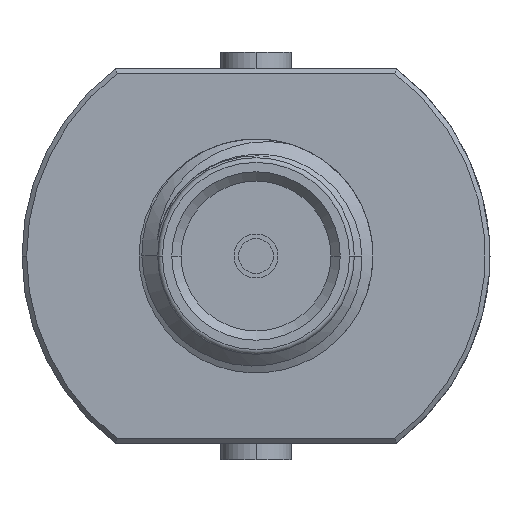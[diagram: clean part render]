
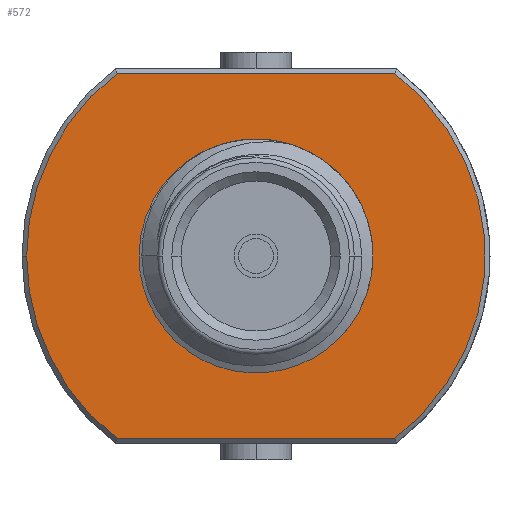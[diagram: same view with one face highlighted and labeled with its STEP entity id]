
A CAD part, left-side view. The second image highlights one B-rep face of the part: STEP entity #572.
In plain terms, the highlighted planar face has unit normal (-1, 0, 0).
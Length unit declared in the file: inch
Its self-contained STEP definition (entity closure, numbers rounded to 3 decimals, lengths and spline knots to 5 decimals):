
#9 = LINE ( 'NONE', #1957, #3078 ) ;
#68 = CARTESIAN_POINT ( 'NONE',  ( 0.25, 0.11, 0. ) ) ;
#159 = DIRECTION ( 'NONE',  ( -1., 0., 0. ) ) ;
#271 = VERTEX_POINT ( 'NONE', #4886 ) ;
#572 = ADVANCED_FACE ( 'NONE', ( #3391, #4201 ), #660, .T. ) ;
#660 = PLANE ( 'NONE',  #1661 ) ;
#669 = CARTESIAN_POINT ( 'NONE',  ( 0.25, -0.14832, -0.195 ) ) ;
#870 = VERTEX_POINT ( 'NONE', #669 ) ;
#925 = EDGE_CURVE ( 'NONE', #3743, #4711, #949, .T. ) ;
#949 = CIRCLE ( 'NONE', #5076, 0.245 ) ;
#955 = AXIS2_PLACEMENT_3D ( 'NONE', #2510, #159, #2151 ) ;
#966 = DIRECTION ( 'NONE',  ( 0., -1., 0. ) ) ;
#1029 = ORIENTED_EDGE ( 'NONE', *, *, #1241, .T. ) ;
#1092 = CARTESIAN_POINT ( 'NONE',  ( 0.25, 0.14832, 0.195 ) ) ;
#1236 = CARTESIAN_POINT ( 'NONE',  ( 0.25, 0., 0. ) ) ;
#1241 = EDGE_CURVE ( 'NONE', #3832, #4497, #9, .T. ) ;
#1471 = CARTESIAN_POINT ( 'NONE',  ( 0.25, -0.14832, 0.195 ) ) ;
#1483 = ORIENTED_EDGE ( 'NONE', *, *, #925, .T. ) ;
#1532 = EDGE_LOOP ( 'NONE', ( #3058, #1029, #3983, #1483, #1890 ) ) ;
#1661 = AXIS2_PLACEMENT_3D ( 'NONE', #3480, #2615, #3856 ) ;
#1862 = CARTESIAN_POINT ( 'NONE',  ( 0.25, 0.245, 0. ) ) ;
#1890 = ORIENTED_EDGE ( 'NONE', *, *, #4970, .T. ) ;
#1953 = DIRECTION ( 'NONE',  ( -1., 0., 0. ) ) ;
#1957 = CARTESIAN_POINT ( 'NONE',  ( 0.25, 0.105, 0.195 ) ) ;
#1974 = CARTESIAN_POINT ( 'NONE',  ( 0.25, 0.14832, -0.195 ) ) ;
#2056 = DIRECTION ( 'NONE',  ( 1., 0., 0. ) ) ;
#2151 = DIRECTION ( 'NONE',  ( 0., -1., 0. ) ) ;
#2281 = VERTEX_POINT ( 'NONE', #68 ) ;
#2404 = CARTESIAN_POINT ( 'NONE',  ( 0.25, 0., 0. ) ) ;
#2422 = EDGE_CURVE ( 'NONE', #4497, #3743, #3452, .T. ) ;
#2510 = CARTESIAN_POINT ( 'NONE',  ( 0.25, 0., 0. ) ) ;
#2548 = DIRECTION ( 'NONE',  ( -1., 0., 0. ) ) ;
#2557 = CIRCLE ( 'NONE', #4503, 0.11 ) ;
#2615 = DIRECTION ( 'NONE',  ( -1., 0., 0. ) ) ;
#2894 = ORIENTED_EDGE ( 'NONE', *, *, #3277, .T. ) ;
#2994 = CARTESIAN_POINT ( 'NONE',  ( 0.25, 0.105, -0.195 ) ) ;
#3014 = DIRECTION ( 'NONE',  ( 0., -1., 0. ) ) ;
#3058 = ORIENTED_EDGE ( 'NONE', *, *, #4605, .T. ) ;
#3078 = VECTOR ( 'NONE', #3881, 39.37008 ) ;
#3277 = EDGE_CURVE ( 'NONE', #2281, #271, #2557, .T. ) ;
#3391 = FACE_BOUND ( 'NONE', #4265, .T. ) ;
#3410 = AXIS2_PLACEMENT_3D ( 'NONE', #1236, #4772, #4024 ) ;
#3452 = CIRCLE ( 'NONE', #955, 0.245 ) ;
#3480 = CARTESIAN_POINT ( 'NONE',  ( 0.25, 0.105, 0. ) ) ;
#3743 = VERTEX_POINT ( 'NONE', #1862 ) ;
#3832 = VERTEX_POINT ( 'NONE', #1471 ) ;
#3856 = DIRECTION ( 'NONE',  ( 0., -1., 0. ) ) ;
#3881 = DIRECTION ( 'NONE',  ( 0., 1., 0. ) ) ;
#3983 = ORIENTED_EDGE ( 'NONE', *, *, #2422, .T. ) ;
#4024 = DIRECTION ( 'NONE',  ( 0., -1., 0. ) ) ;
#4088 = CIRCLE ( 'NONE', #3410, 0.11 ) ;
#4201 = FACE_OUTER_BOUND ( 'NONE', #1532, .T. ) ;
#4214 = VECTOR ( 'NONE', #3014, 39.37008 ) ;
#4265 = EDGE_LOOP ( 'NONE', ( #4491, #2894 ) ) ;
#4365 = CIRCLE ( 'NONE', #5013, 0.245 ) ;
#4491 = ORIENTED_EDGE ( 'NONE', *, *, #4765, .T. ) ;
#4497 = VERTEX_POINT ( 'NONE', #1092 ) ;
#4503 = AXIS2_PLACEMENT_3D ( 'NONE', #2404, #2056, #5164 ) ;
#4538 = CARTESIAN_POINT ( 'NONE',  ( 0.25, 0., 0. ) ) ;
#4605 = EDGE_CURVE ( 'NONE', #870, #3832, #4365, .T. ) ;
#4711 = VERTEX_POINT ( 'NONE', #1974 ) ;
#4758 = LINE ( 'NONE', #2994, #4214 ) ;
#4765 = EDGE_CURVE ( 'NONE', #271, #2281, #4088, .T. ) ;
#4772 = DIRECTION ( 'NONE',  ( 1., 0., 0. ) ) ;
#4886 = CARTESIAN_POINT ( 'NONE',  ( 0.25, -0.11, 0. ) ) ;
#4970 = EDGE_CURVE ( 'NONE', #4711, #870, #4758, .T. ) ;
#5013 = AXIS2_PLACEMENT_3D ( 'NONE', #5142, #1953, #5079 ) ;
#5076 = AXIS2_PLACEMENT_3D ( 'NONE', #4538, #2548, #966 ) ;
#5079 = DIRECTION ( 'NONE',  ( 0., -1., 0. ) ) ;
#5142 = CARTESIAN_POINT ( 'NONE',  ( 0.25, 0., 0. ) ) ;
#5164 = DIRECTION ( 'NONE',  ( 0., -1., 0. ) ) ;
